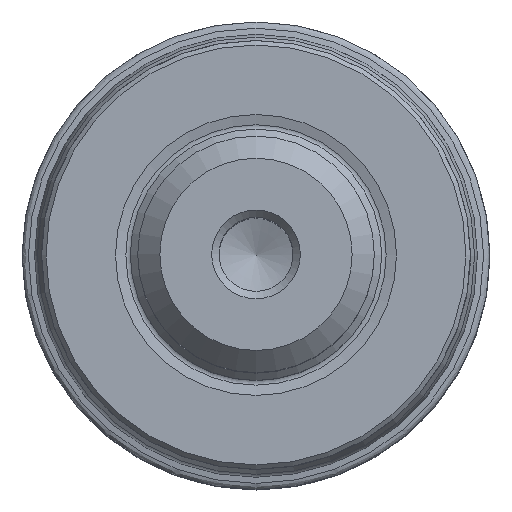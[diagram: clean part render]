
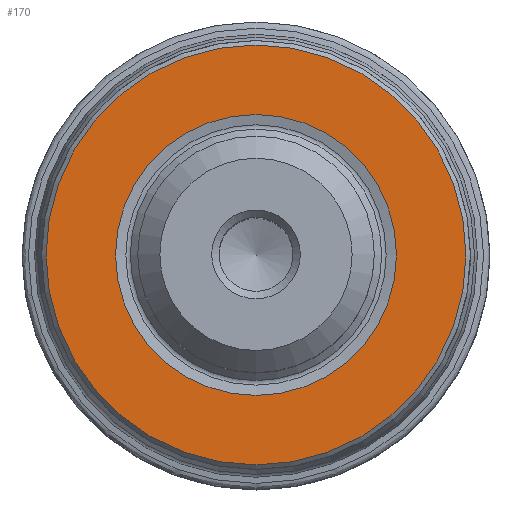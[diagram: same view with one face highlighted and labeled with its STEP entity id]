
A CAD part, top view. The second image highlights one B-rep face of the part: STEP entity #170.
In plain terms, the highlighted planar face has unit normal (0, 0, 1).
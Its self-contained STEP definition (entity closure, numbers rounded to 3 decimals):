
#103=PLANE('',#934);
#170=ADVANCED_FACE('',(#325,#326),#103,.T.);
#325=FACE_BOUND('',#419,.T.);
#326=FACE_BOUND('',#420,.T.);
#419=EDGE_LOOP('',(#529));
#420=EDGE_LOOP('',(#530));
#529=ORIENTED_EDGE('',*,*,#776,.T.);
#530=ORIENTED_EDGE('',*,*,#777,.T.);
#697=VERTEX_POINT('',#1500);
#698=VERTEX_POINT('',#1502);
#776=EDGE_CURVE('',#697,#697,#870,.T.);
#777=EDGE_CURVE('',#698,#698,#871,.T.);
#870=CIRCLE('',#932,14.2);
#871=CIRCLE('',#933,9.499);
#932=AXIS2_PLACEMENT_3D('',#1499,#1079,#1080);
#933=AXIS2_PLACEMENT_3D('',#1501,#1081,#1082);
#934=AXIS2_PLACEMENT_3D('',#1503,#1083,#1084);
#1079=DIRECTION('',(0.,0.,1.));
#1080=DIRECTION('',(1.,0.,0.));
#1081=DIRECTION('',(0.,0.,-1.));
#1082=DIRECTION('',(-1.,0.,0.));
#1083=DIRECTION('',(0.,0.,1.));
#1084=DIRECTION('',(1.,0.,0.));
#1499=CARTESIAN_POINT('',(0.,0.,0.));
#1500=CARTESIAN_POINT('',(14.2,0.,0.));
#1501=CARTESIAN_POINT('',(0.,0.,0.));
#1502=CARTESIAN_POINT('',(-9.499,0.,0.));
#1503=CARTESIAN_POINT('',(0.,0.,0.));
